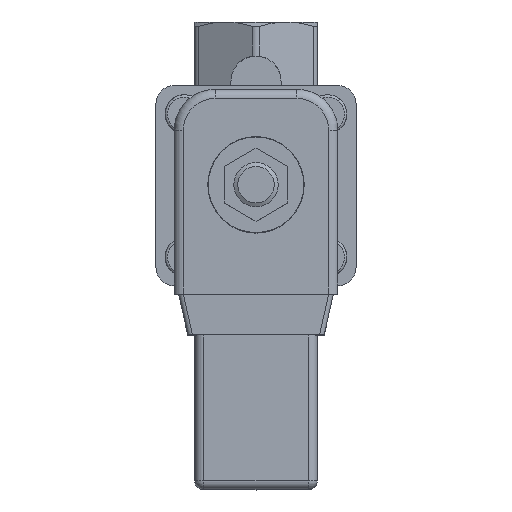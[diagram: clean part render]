
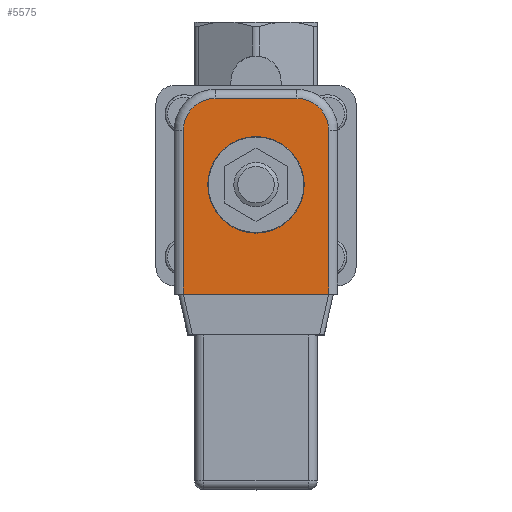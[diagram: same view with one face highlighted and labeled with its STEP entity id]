
A CAD part, top view. The second image highlights one B-rep face of the part: STEP entity #5575.
In plain terms, the highlighted planar face has unit normal (0, 0, 1).
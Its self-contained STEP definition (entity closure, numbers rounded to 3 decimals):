
#395=LINE('',#8745,#728);
#396=LINE('',#8749,#729);
#397=LINE('',#8751,#730);
#398=LINE('',#8752,#731);
#728=VECTOR('',#6911,18.);
#729=VECTOR('',#6914,36.);
#730=VECTOR('',#6915,32.);
#731=VECTOR('',#6916,36.);
#995=PLANE('',#5995);
#1215=FACE_BOUND('',#1708,.T.);
#1324=FACE_OUTER_BOUND('',#1707,.T.);
#1707=EDGE_LOOP('',(#4045,#4046,#4047,#4048,#4049,#4050));
#1708=EDGE_LOOP('',(#4051));
#2096=CIRCLE('',#5996,7.);
#2097=CIRCLE('',#5997,7.);
#2098=CIRCLE('',#5998,10.6);
#2463=VERTEX_POINT('',#8741);
#2464=VERTEX_POINT('',#8742);
#2465=VERTEX_POINT('',#8744);
#2466=VERTEX_POINT('',#8746);
#2467=VERTEX_POINT('',#8748);
#2468=VERTEX_POINT('',#8750);
#2469=VERTEX_POINT('',#8753);
#3050=EDGE_CURVE('',#2463,#2464,#2096,.T.);
#3051=EDGE_CURVE('',#2465,#2463,#395,.T.);
#3052=EDGE_CURVE('',#2466,#2465,#2097,.T.);
#3053=EDGE_CURVE('',#2467,#2466,#396,.T.);
#3054=EDGE_CURVE('',#2468,#2467,#397,.T.);
#3055=EDGE_CURVE('',#2464,#2468,#398,.T.);
#3056=EDGE_CURVE('',#2469,#2469,#2098,.T.);
#4045=ORIENTED_EDGE('',*,*,#3050,.F.);
#4046=ORIENTED_EDGE('',*,*,#3051,.F.);
#4047=ORIENTED_EDGE('',*,*,#3052,.F.);
#4048=ORIENTED_EDGE('',*,*,#3053,.F.);
#4049=ORIENTED_EDGE('',*,*,#3054,.F.);
#4050=ORIENTED_EDGE('',*,*,#3055,.F.);
#4051=ORIENTED_EDGE('',*,*,#3056,.F.);
#5575=ADVANCED_FACE('',(#1324,#1215),#995,.T.);
#5995=AXIS2_PLACEMENT_3D('',#8740,#6907,#6908);
#5996=AXIS2_PLACEMENT_3D('',#8743,#6909,#6910);
#5997=AXIS2_PLACEMENT_3D('',#8747,#6912,#6913);
#5998=AXIS2_PLACEMENT_3D('',#8754,#6917,#6918);
#6907=DIRECTION('center_axis',(0.,0.,
1.));
#6908=DIRECTION('ref_axis',(1.,0.,0.));
#6909=DIRECTION('center_axis',(0.,0.,
-1.));
#6910=DIRECTION('ref_axis',(0.707,0.707,0.));
#6911=DIRECTION('',(1.,0.,0.));
#6912=DIRECTION('center_axis',(0.,0.,
-1.));
#6913=DIRECTION('ref_axis',(-0.707,0.707,0.));
#6914=DIRECTION('',(0.,1.,0.));
#6915=DIRECTION('',(-1.,0.,0.));
#6916=DIRECTION('',(0.,-1.,0.));
#6917=DIRECTION('center_axis',(0.,0.,
1.));
#6918=DIRECTION('ref_axis',(0.5,0.866,0.));
#8740=CARTESIAN_POINT('Origin',(0.,-4.,
117.1));
#8741=CARTESIAN_POINT('',(9.,16.5,117.1));
#8742=CARTESIAN_POINT('',(16.,9.5,117.1));
#8743=CARTESIAN_POINT('Origin',(9.,9.5,117.1));
#8744=CARTESIAN_POINT('',(-9.,16.5,117.1));
#8745=CARTESIAN_POINT('',(-9.,16.5,117.1));
#8746=CARTESIAN_POINT('',(-16.,9.5,117.1));
#8747=CARTESIAN_POINT('Origin',(-9.,9.5,117.1));
#8748=CARTESIAN_POINT('',(-16.,-26.5,117.1));
#8749=CARTESIAN_POINT('',(-16.,-15.25,117.1));
#8750=CARTESIAN_POINT('',(16.,-26.5,117.1));
#8751=CARTESIAN_POINT('',(18.,-26.5,117.1));
#8752=CARTESIAN_POINT('',(16.,7.25,117.1));
#8753=CARTESIAN_POINT('',(-5.3,-11.68,117.1));
#8754=CARTESIAN_POINT('Origin',(0.,-2.5,
117.1));
